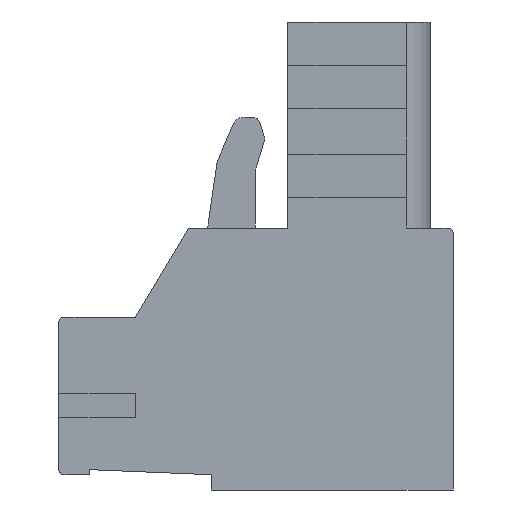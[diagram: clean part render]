
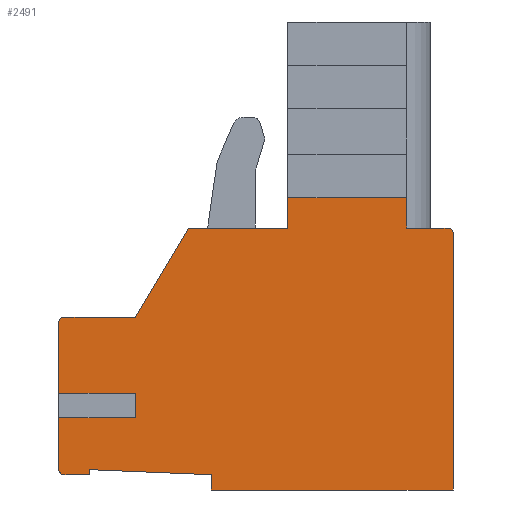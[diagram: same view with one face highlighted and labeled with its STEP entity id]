
A CAD part, left-side view. The second image highlights one B-rep face of the part: STEP entity #2491.
In plain terms, the highlighted planar face has unit normal (-1, 0, 0).
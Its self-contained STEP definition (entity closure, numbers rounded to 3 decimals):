
#478=CARTESIAN_POINT('',(-5.08,0.2,-8.3));
#479=DIRECTION('',(-1.,0.,0.));
#480=DIRECTION('',(0.,-1.,0.));
#481=AXIS2_PLACEMENT_3D('',#478,#479,#480);
#483=DIRECTION('',(0.,0.,1.));
#484=VECTOR('',#483,10.1);
#485=CARTESIAN_POINT('',(-5.08,0.,-18.4));
#486=LINE('',#485,#484);
#487=DIRECTION('',(0.,-1.,0.));
#488=VECTOR('',#487,9.5);
#489=CARTESIAN_POINT('',(-5.08,9.5,-18.4));
#490=LINE('',#489,#488);
#491=DIRECTION('',(0.,0.,-1.));
#492=VECTOR('',#491,0.6);
#493=CARTESIAN_POINT('',(-5.08,9.5,-17.8));
#494=LINE('',#493,#492);
#495=DIRECTION('',(0.,-0.999,-0.042));
#496=VECTOR('',#495,4.804);
#497=CARTESIAN_POINT('',(-5.08,14.3,-17.6));
#498=LINE('',#497,#496);
#499=DIRECTION('',(0.,0.,1.));
#500=VECTOR('',#499,0.2);
#501=CARTESIAN_POINT('',(-5.08,14.3,-17.8));
#502=LINE('',#501,#500);
#503=DIRECTION('',(0.,-1.,0.));
#504=VECTOR('',#503,1.);
#505=CARTESIAN_POINT('',(-5.08,15.3,-17.8));
#506=LINE('',#505,#504);
#507=CARTESIAN_POINT('',(-5.08,15.3,-17.6));
#508=DIRECTION('',(-1.,0.,0.));
#509=DIRECTION('',(0.,1.,0.));
#510=AXIS2_PLACEMENT_3D('',#507,#508,#509);
#512=DIRECTION('',(0.,0.,-1.));
#513=VECTOR('',#512,2.05);
#514=CARTESIAN_POINT('',(-5.08,15.5,-15.55));
#515=LINE('',#514,#513);
#516=DIRECTION('',(0.,-1.,0.));
#517=VECTOR('',#516,3.);
#518=CARTESIAN_POINT('',(-5.08,15.5,-15.55));
#519=LINE('',#518,#517);
#520=DIRECTION('',(0.,0.,-1.));
#521=VECTOR('',#520,0.95);
#522=CARTESIAN_POINT('',(-5.08,12.5,-14.6));
#523=LINE('',#522,#521);
#524=DIRECTION('',(0.,-1.,0.));
#525=VECTOR('',#524,3.);
#526=CARTESIAN_POINT('',(-5.08,15.5,-14.6));
#527=LINE('',#526,#525);
#528=DIRECTION('',(0.,0.,-1.));
#529=VECTOR('',#528,2.8);
#530=CARTESIAN_POINT('',(-5.08,15.5,-11.8));
#531=LINE('',#530,#529);
#532=CARTESIAN_POINT('',(-5.08,15.3,-11.8));
#533=DIRECTION('',(-1.,0.,0.));
#534=DIRECTION('',(0.,0.,1.));
#535=AXIS2_PLACEMENT_3D('',#532,#533,#534);
#537=DIRECTION('',(0.,1.,0.));
#538=VECTOR('',#537,2.8);
#539=CARTESIAN_POINT('',(-5.08,12.5,-11.6));
#540=LINE('',#539,#538);
#541=DIRECTION('',(0.,0.514,-0.857));
#542=VECTOR('',#541,4.082);
#543=CARTESIAN_POINT('',(-5.08,10.4,-8.1));
#544=LINE('',#543,#542);
#545=DIRECTION('',(0.,1.,0.));
#546=VECTOR('',#545,3.9);
#547=CARTESIAN_POINT('',(-5.08,6.5,-8.1));
#548=LINE('',#547,#546);
#549=DIRECTION('',(0.,0.,-1.));
#550=VECTOR('',#549,1.2);
#551=CARTESIAN_POINT('',(-5.08,6.5,-6.9));
#552=LINE('',#551,#550);
#553=DIRECTION('',(0.,1.,0.));
#554=VECTOR('',#553,4.673);
#555=CARTESIAN_POINT('',(-5.08,1.827,-6.9));
#556=LINE('',#555,#554);
#557=DIRECTION('',(0.,0.,-1.));
#558=VECTOR('',#557,1.2);
#559=CARTESIAN_POINT('',(-5.08,1.827,-6.9));
#560=LINE('',#559,#558);
#561=DIRECTION('',(0.,1.,0.));
#562=VECTOR('',#561,1.627);
#563=CARTESIAN_POINT('',(-5.08,0.2,-8.1));
#564=LINE('',#563,#562);
#1430=CARTESIAN_POINT('',(-5.08,9.5,-18.4));
#1431=CARTESIAN_POINT('',(-5.08,0.,-18.4));
#1432=VERTEX_POINT('',#1430);
#1433=VERTEX_POINT('',#1431);
#1444=CARTESIAN_POINT('',(-5.08,9.5,-17.8));
#1445=VERTEX_POINT('',#1444);
#1446=CARTESIAN_POINT('',(-5.08,6.5,-8.1));
#1447=CARTESIAN_POINT('',(-5.08,10.4,-8.1));
#1448=VERTEX_POINT('',#1446);
#1449=VERTEX_POINT('',#1447);
#1450=CARTESIAN_POINT('',(-5.08,12.5,-11.6));
#1451=VERTEX_POINT('',#1450);
#1452=CARTESIAN_POINT('',(-5.08,15.3,-11.6));
#1453=VERTEX_POINT('',#1452);
#1464=CARTESIAN_POINT('',(-5.08,15.5,-17.6));
#1465=CARTESIAN_POINT('',(-5.08,15.3,-17.8));
#1466=VERTEX_POINT('',#1464);
#1467=VERTEX_POINT('',#1465);
#1468=CARTESIAN_POINT('',(-5.08,14.3,-17.8));
#1469=VERTEX_POINT('',#1468);
#1470=CARTESIAN_POINT('',(-5.08,14.3,-17.6));
#1471=VERTEX_POINT('',#1470);
#1472=CARTESIAN_POINT('',(-5.08,15.5,-11.8));
#1473=VERTEX_POINT('',#1472);
#1494=CARTESIAN_POINT('',(-5.08,12.5,-14.6));
#1495=CARTESIAN_POINT('',(-5.08,12.5,-15.55));
#1496=VERTEX_POINT('',#1494);
#1497=VERTEX_POINT('',#1495);
#1498=CARTESIAN_POINT('',(-5.08,15.5,-14.6));
#1499=VERTEX_POINT('',#1498);
#1500=CARTESIAN_POINT('',(-5.08,15.5,-15.55));
#1501=VERTEX_POINT('',#1500);
#1530=CARTESIAN_POINT('',(-5.08,6.5,-6.9));
#1531=VERTEX_POINT('',#1530);
#1718=CARTESIAN_POINT('',(-5.08,1.827,-8.1));
#1719=VERTEX_POINT('',#1718);
#1810=CARTESIAN_POINT('',(-5.08,0.,-8.3));
#1811=VERTEX_POINT('',#1810);
#1812=CARTESIAN_POINT('',(-5.08,0.2,-8.1));
#1813=VERTEX_POINT('',#1812);
#1823=CARTESIAN_POINT('',(-5.08,1.827,-6.9));
#1825=VERTEX_POINT('',#1823);
#2445=CARTESIAN_POINT('',(-5.08,0.,0.));
#2446=DIRECTION('',(-1.,0.,0.));
#2447=DIRECTION('',(0.,0.,1.));
#2448=AXIS2_PLACEMENT_3D('',#2445,#2446,#2447);
#2449=PLANE('',#2448);
#2451=ORIENTED_EDGE('',*,*,#2450,.F.);
#2453=ORIENTED_EDGE('',*,*,#2452,.F.);
#2455=ORIENTED_EDGE('',*,*,#2454,.F.);
#2457=ORIENTED_EDGE('',*,*,#2456,.F.);
#2459=ORIENTED_EDGE('',*,*,#2458,.F.);
#2461=ORIENTED_EDGE('',*,*,#2460,.F.);
#2463=ORIENTED_EDGE('',*,*,#2462,.F.);
#2465=ORIENTED_EDGE('',*,*,#2464,.F.);
#2466=ORIENTED_EDGE('',*,*,#2105,.F.);
#2468=ORIENTED_EDGE('',*,*,#2467,.T.);
#2470=ORIENTED_EDGE('',*,*,#2469,.F.);
#2471=ORIENTED_EDGE('',*,*,#2403,.F.);
#2472=ORIENTED_EDGE('',*,*,#2121,.F.);
#2474=ORIENTED_EDGE('',*,*,#2473,.F.);
#2476=ORIENTED_EDGE('',*,*,#2475,.F.);
#2478=ORIENTED_EDGE('',*,*,#2477,.F.);
#2480=ORIENTED_EDGE('',*,*,#2479,.F.);
#2482=ORIENTED_EDGE('',*,*,#2481,.F.);
#2484=ORIENTED_EDGE('',*,*,#2483,.F.);
#2486=ORIENTED_EDGE('',*,*,#2485,.T.);
#2488=ORIENTED_EDGE('',*,*,#2487,.F.);
#2489=EDGE_LOOP('',(#2451,#2453,#2455,#2457,#2459,#2461,#2463,#2465,#2466,#2468,
#2470,#2471,#2472,#2474,#2476,#2478,#2480,#2482,#2484,#2486,#2488));
#2490=FACE_OUTER_BOUND('',#2489,.F.);
#482=CIRCLE('',#481,0.2);
#511=CIRCLE('',#510,0.2);
#536=CIRCLE('',#535,0.2);
#2105=EDGE_CURVE('',#1501,#1466,#515,.T.);
#2121=EDGE_CURVE('',#1473,#1499,#531,.T.);
#2403=EDGE_CURVE('',#1499,#1496,#527,.T.);
#2450=EDGE_CURVE('',#1811,#1813,#482,.T.);
#2452=EDGE_CURVE('',#1433,#1811,#486,.T.);
#2454=EDGE_CURVE('',#1432,#1433,#490,.T.);
#2456=EDGE_CURVE('',#1445,#1432,#494,.T.);
#2458=EDGE_CURVE('',#1471,#1445,#498,.T.);
#2460=EDGE_CURVE('',#1469,#1471,#502,.T.);
#2462=EDGE_CURVE('',#1467,#1469,#506,.T.);
#2464=EDGE_CURVE('',#1466,#1467,#511,.T.);
#2467=EDGE_CURVE('',#1501,#1497,#519,.T.);
#2469=EDGE_CURVE('',#1496,#1497,#523,.T.);
#2473=EDGE_CURVE('',#1453,#1473,#536,.T.);
#2475=EDGE_CURVE('',#1451,#1453,#540,.T.);
#2477=EDGE_CURVE('',#1449,#1451,#544,.T.);
#2479=EDGE_CURVE('',#1448,#1449,#548,.T.);
#2481=EDGE_CURVE('',#1531,#1448,#552,.T.);
#2483=EDGE_CURVE('',#1825,#1531,#556,.T.);
#2485=EDGE_CURVE('',#1825,#1719,#560,.T.);
#2487=EDGE_CURVE('',#1813,#1719,#564,.T.);
#2491=ADVANCED_FACE('',(#2490),#2449,.T.);
